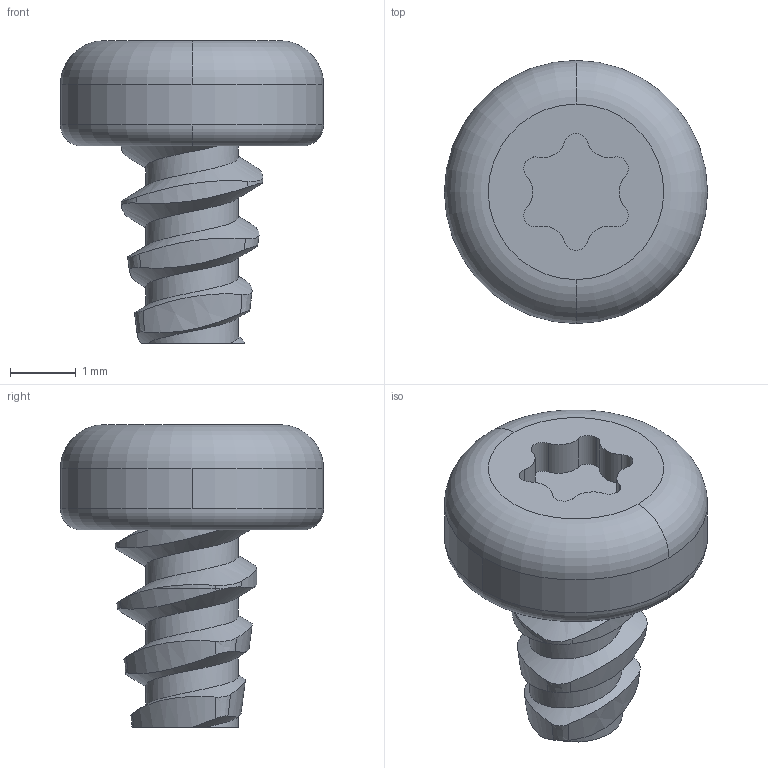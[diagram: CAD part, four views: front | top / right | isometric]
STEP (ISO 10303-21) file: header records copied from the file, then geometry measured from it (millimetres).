
FILE_DESCRIPTION (( 'STEP AP203' ), '1' );
FILE_NAME ('99397A321.step', '2013-03-12T19:11:07', ( 'Admin' ), ( 'Microsoft' ), 'SwSTEP 2.0', 'SolidWorks 2012', '' );
FILE_SCHEMA (( 'CONFIG_CONTROL_DESIGN' ));
Length unit declared in the file: millimetre
Products named in the file (1): 99397A321
Bounding box: 4 x 4 x 4.6 mm (x, y, z)
Volume: 24.2 mm3; surface area: 63.2 mm2
Topology: 1 solids, 1 shells, 56 faces, 155 edges, 103 vertices
Faces by surface type: cylinder 27, cone 18, torus 4, plane 4, bspline 3
Entity records: 2781 total; most frequent: CARTESIAN_POINT 1341, ORIENTED_EDGE 310, DIRECTION 261, EDGE_CURVE 155, AXIS2_PLACEMENT_3D 109, VERTEX_POINT 103, EDGE_LOOP 58, ADVANCED_FACE 56
